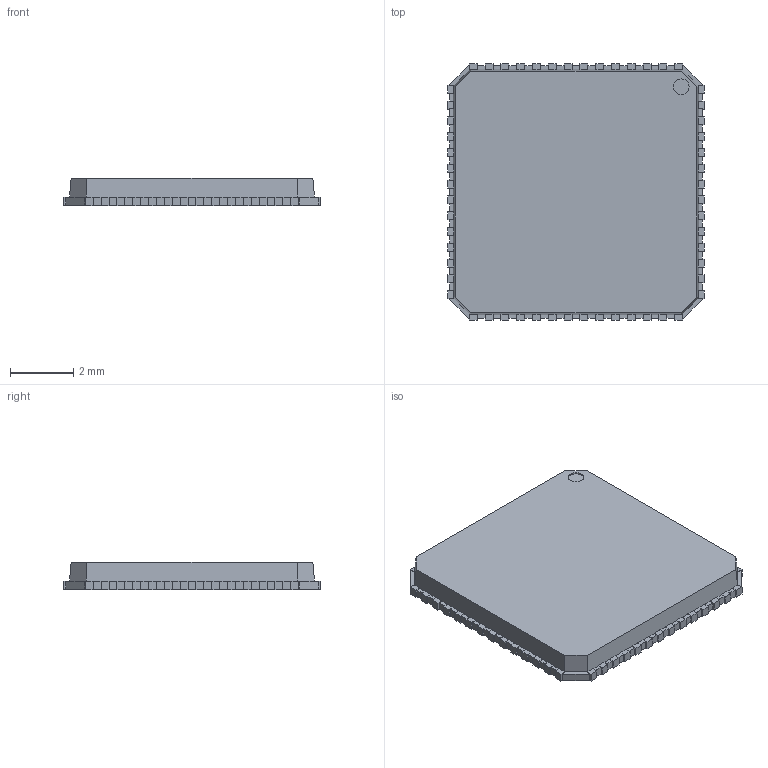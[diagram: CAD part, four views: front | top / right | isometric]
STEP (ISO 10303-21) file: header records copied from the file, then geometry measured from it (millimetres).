
FILE_DESCRIPTION(('STEP AP214'), '1');
FILE_NAME('QFN56', '', ('UNSPECIFIED'), ('UNSPECIFIED'), 'ASCON STEP Converter 1.6', 'ASCON Math Kernel', '');
FILE_SCHEMA(('AUTOMOTIVE_DESIGN { 1 0 10303 214 3 1 1}'));
Length unit declared in the file: millimetre
Bounding box: 8.1 x 8.1 x 0.86 mm (x, y, z)
Volume: 51.7 mm3; surface area: 154.5 mm2
Topology: 1 solids, 1 shells, 477 faces, 1419 edges, 946 vertices
Faces by surface type: plane 420, cylinder 57
Full cylindrical faces by diameter (mm): 0.5 x1
Entity records: 19617 total; most frequent: CARTESIAN_POINT 2842, ORIENTED_EDGE 2836, DIRECTION 2488, EDGE_CURVE 1418, LINE 1304, VECTOR 1304, VERTEX_POINT 946, AXIS2_PLACEMENT_3D 592
